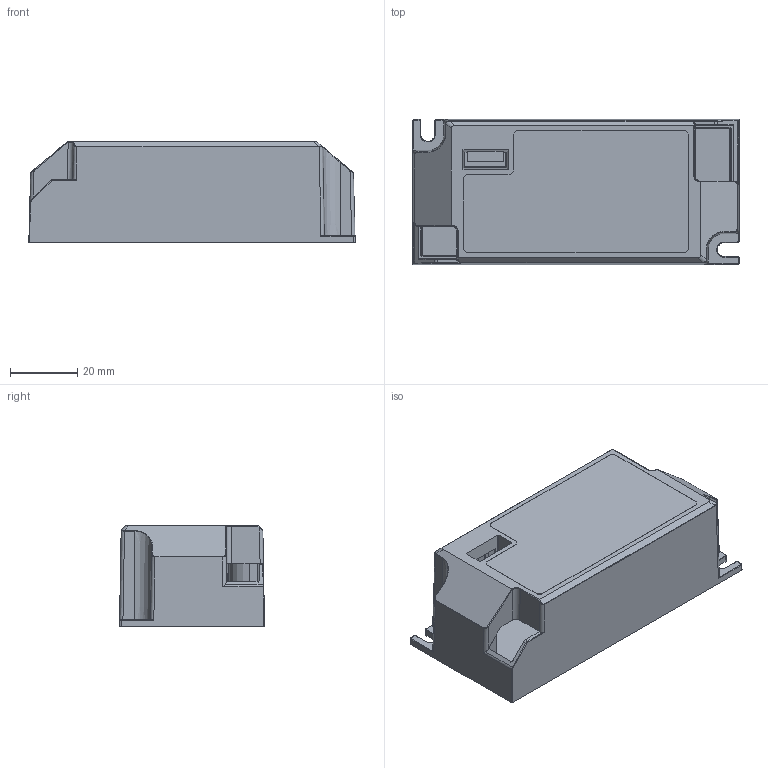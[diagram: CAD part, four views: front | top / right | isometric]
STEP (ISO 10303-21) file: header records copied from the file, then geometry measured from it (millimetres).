
FILE_DESCRIPTION(('Creo Elements/Direct Modeling STEP Export'),'2;1');
FILE_NAME('3D_K33.3.stp','2019-07-08T11:47:57',(''),(''),'PTC Creo Elements/Direct Modeling STEP processor for AP214 (Solid Model)','PTC Creo Elements/Direct Modeling 19.0E 27-Jun-2016 (C) Parametric Technology GmbH','');
FILE_SCHEMA(('AUTOMOTIVE_DESIGN { 1 0 10303 214 1 1 1 1 }'));
Length unit declared in the file: millimetre
Products named in the file (2): 3D_K33.3
Assembly tree (1 placements, depth 2):
  3D_K33.3
    3D_K33.3
Bounding box: 97.2 x 43.2 x 30.05 mm (x, y, z)
Volume: 19296.2 mm3; surface area: 32603.3 mm2
Topology: 1 solids, 1 shells, 677 faces, 1814 edges, 1133 vertices
Faces by surface type: plane 292, cylinder 225, bspline 134, sphere 12, cone 8, torus 6
Entity records: 31766 total; most frequent: CARTESIAN_POINT 10391, ORIENTED_EDGE 3604, DIRECTION 2926, EDGE_CURVE 1802, VERTEX_POINT 1133, VECTOR 1058, LINE 1058, AXIS2_PLACEMENT_3D 934
